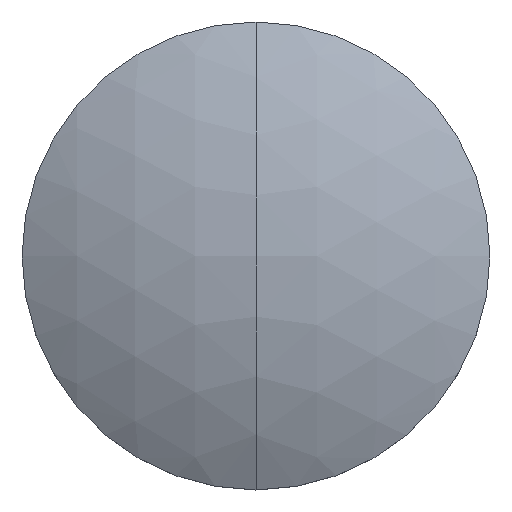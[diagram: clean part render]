
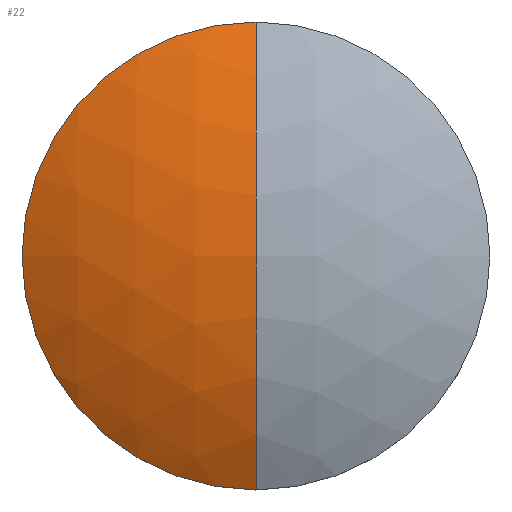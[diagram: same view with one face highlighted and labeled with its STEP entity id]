
A CAD part, top view. The second image highlights one B-rep face of the part: STEP entity #22.
In plain terms, the highlighted spherical face has radius 25.8 mm.
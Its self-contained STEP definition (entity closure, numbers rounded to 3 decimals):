
#1 = EDGE_CURVE ( 'NONE', #10, #26, #55, .T. ) ;
#6 = ORIENTED_EDGE ( 'NONE', *, *, #7, .F. ) ;
#7 = EDGE_CURVE ( 'NONE', #10, #33, #116, .T. ) ;
#10 = VERTEX_POINT ( 'NONE', #86 ) ;
#11 = EDGE_LOOP ( 'NONE', ( #21, #38, #27, #6 ) ) ;
#21 = ORIENTED_EDGE ( 'NONE', *, *, #1, .T. ) ;
#22 = ADVANCED_FACE ( 'NONE', ( #120 ), #66, .T. ) ;
#24 = VERTEX_POINT ( 'NONE', #149 ) ;
#26 = VERTEX_POINT ( 'NONE', #130 ) ;
#27 = ORIENTED_EDGE ( 'NONE', *, *, #43, .T. ) ;
#32 = EDGE_CURVE ( 'NONE', #26, #24, #166, .T. ) ;
#33 = VERTEX_POINT ( 'NONE', #138 ) ;
#38 = ORIENTED_EDGE ( 'NONE', *, *, #32, .T. ) ;
#43 = EDGE_CURVE ( 'NONE', #24, #33, #209, .T. ) ;
#54 = AXIS2_PLACEMENT_3D ( 'NONE', #61, #56, #60 ) ;
#55 = CIRCLE ( 'NONE', #54, 12.5 ) ;
#56 = DIRECTION ( 'NONE',  ( 0., 0., 1. ) ) ;
#60 = DIRECTION ( 'NONE',  ( 1., 0., 0. ) ) ;
#61 = CARTESIAN_POINT ( 'NONE',  ( 0., 0., -0.58 ) ) ;
#66 = SPHERICAL_SURFACE ( 'NONE', #68, 25.8 ) ;
#67 = DIRECTION ( 'NONE',  ( 0., 1., 0. ) ) ;
#68 = AXIS2_PLACEMENT_3D ( 'NONE', #75, #73, #67 ) ;
#73 = DIRECTION ( 'NONE',  ( -1., 0., 0. ) ) ;
#75 = CARTESIAN_POINT ( 'NONE',  ( 0., 0., -23.15 ) ) ;
#77 = DIRECTION ( 'NONE',  ( 1., 0., 0. ) ) ;
#82 = CARTESIAN_POINT ( 'NONE',  ( 0., 0., -23.15 ) ) ;
#86 = CARTESIAN_POINT ( 'NONE',  ( 0., 12.5, -0.58 ) ) ;
#87 = DIRECTION ( 'NONE',  ( 0., 0., -1. ) ) ;
#100 = AXIS2_PLACEMENT_3D ( 'NONE', #82, #77, #87 ) ;
#116 = CIRCLE ( 'NONE', #100, 25.8 ) ;
#120 = FACE_OUTER_BOUND ( 'NONE', #11, .T. ) ;
#130 = CARTESIAN_POINT ( 'NONE',  ( -12.5, 0., -0.58 ) ) ;
#133 = DIRECTION ( 'NONE',  ( 0., 0., 1. ) ) ;
#136 = DIRECTION ( 'NONE',  ( 1., 0., 0. ) ) ;
#138 = CARTESIAN_POINT ( 'NONE',  ( 0., 0., 2.65 ) ) ;
#149 = CARTESIAN_POINT ( 'NONE',  ( 0., -12.5, -0.58 ) ) ;
#152 = CARTESIAN_POINT ( 'NONE',  ( 0., 0., -0.58 ) ) ;
#161 = AXIS2_PLACEMENT_3D ( 'NONE', #152, #133, #136 ) ;
#166 = CIRCLE ( 'NONE', #161, 12.5 ) ;
#194 = CARTESIAN_POINT ( 'NONE',  ( 0., 0., -23.15 ) ) ;
#195 = AXIS2_PLACEMENT_3D ( 'NONE', #194, #206, #205 ) ;
#205 = DIRECTION ( 'NONE',  ( 0., -1., 0. ) ) ;
#206 = DIRECTION ( 'NONE',  ( -1., 0., 0. ) ) ;
#209 = CIRCLE ( 'NONE', #195, 25.8 ) ;
